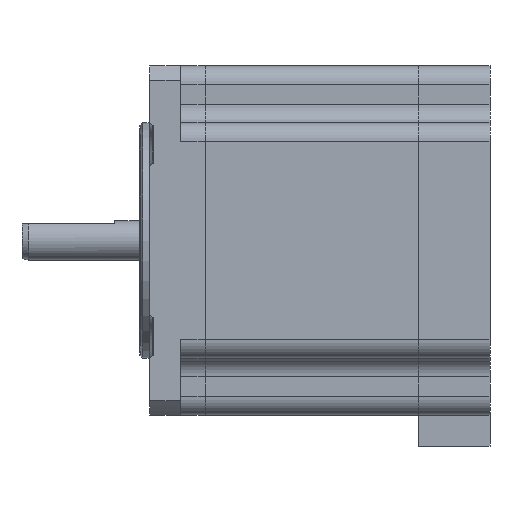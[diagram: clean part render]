
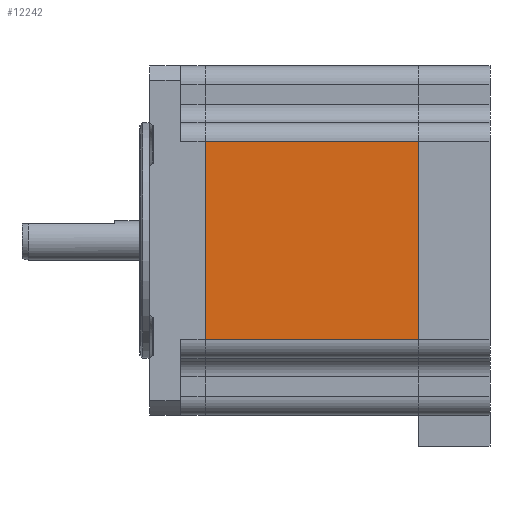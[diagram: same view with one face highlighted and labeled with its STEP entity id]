
A CAD part, left-side view. The second image highlights one B-rep face of the part: STEP entity #12242.
In plain terms, the highlighted planar face has unit normal (-1, 0, 0).
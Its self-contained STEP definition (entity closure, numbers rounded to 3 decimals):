
#1616 = PLANE ( 'NONE',  #14387 ) ;
#1617 = CARTESIAN_POINT ( 'NONE',  ( -12.35, 55., -6.466 ) ) ;
#1618 = DIRECTION ( 'NONE',  ( 1., 0., 0. ) ) ;
#1619 = DIRECTION ( 'NONE',  ( 0., 0., -1. ) ) ;
#3046 = ORIENTED_EDGE ( 'NONE', *, *, #22157, .F. ) ;
#3047 = ORIENTED_EDGE ( 'NONE', *, *, #22204, .T. ) ;
#3048 = ORIENTED_EDGE ( 'NONE', *, *, #14487, .T. ) ;
#3049 = ORIENTED_EDGE ( 'NONE', *, *, #14506, .T. ) ;
#3714 = VECTOR ( 'NONE', #4065, 1000. ) ;
#3732 = VECTOR ( 'NONE', #4122, 1000. ) ;
#4063 = LINE ( 'NONE', #4064, #3714 ) ;
#4064 = CARTESIAN_POINT ( 'NONE',  ( -12.35, 55., 3.45 ) ) ;
#4065 = DIRECTION ( 'NONE',  ( 0., -1., 0. ) ) ;
#4120 = LINE ( 'NONE', #4121, #3732 ) ;
#4121 = CARTESIAN_POINT ( 'NONE',  ( -12.35, 55., 35.45 ) ) ;
#4122 = DIRECTION ( 'NONE',  ( 0., 1., 0. ) ) ;
#6214 = VERTEX_POINT ( 'NONE', #20425 ) ;
#6216 = VERTEX_POINT ( 'NONE', #20427 ) ;
#6231 = VERTEX_POINT ( 'NONE', #20442 ) ;
#6233 = VERTEX_POINT ( 'NONE', #20444 ) ;
#8197 = VECTOR ( 'NONE', #8342, 1000. ) ;
#8340 = LINE ( 'NONE', #8341, #8197 ) ;
#8341 = CARTESIAN_POINT ( 'NONE',  ( -12.35, 45.99, -6.466 ) ) ;
#8342 = DIRECTION ( 'NONE',  ( 0., 0., 1. ) ) ;
#8481 = LINE ( 'NONE', #8482, #9106 ) ;
#8482 = CARTESIAN_POINT ( 'NONE',  ( -12.35, 11.51, -6.466 ) ) ;
#8483 = DIRECTION ( 'NONE',  ( 0., 0., 1. ) ) ;
#9106 = VECTOR ( 'NONE', #8483, 1000. ) ;
#12242 = ADVANCED_FACE ( 'NONE', ( #14381 ), #1616, .F. ) ;
#14381 = FACE_OUTER_BOUND ( 'NONE', #18699, .T. ) ;
#14387 = AXIS2_PLACEMENT_3D ( 'NONE', #1617, #1618, #1619 ) ;
#14487 = EDGE_CURVE ( 'NONE', #6216, #6214, #4063, .T. ) ;
#14506 = EDGE_CURVE ( 'NONE', #6231, #6233, #4120, .T. ) ;
#18699 = EDGE_LOOP ( 'NONE', ( #3047, #3049, #3046, #3048 ) ) ;
#20425 = CARTESIAN_POINT ( 'NONE',  ( -12.35, 11.51, 3.45 ) ) ;
#20427 = CARTESIAN_POINT ( 'NONE',  ( -12.35, 45.99, 3.45 ) ) ;
#20442 = CARTESIAN_POINT ( 'NONE',  ( -12.35, 11.51, 35.45 ) ) ;
#20444 = CARTESIAN_POINT ( 'NONE',  ( -12.35, 45.99, 35.45 ) ) ;
#22157 = EDGE_CURVE ( 'NONE', #6216, #6233, #8340, .T. ) ;
#22204 = EDGE_CURVE ( 'NONE', #6214, #6231, #8481, .T. ) ;
